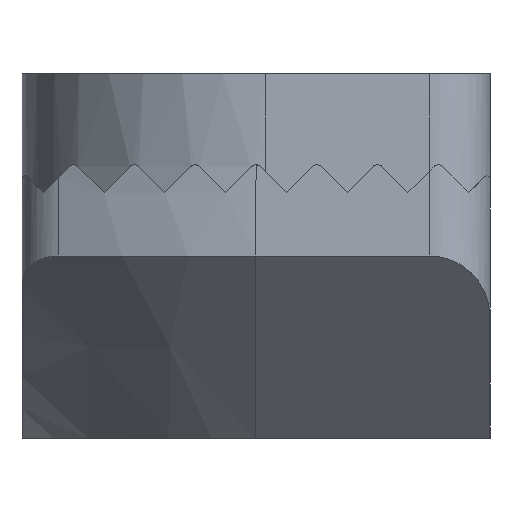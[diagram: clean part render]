
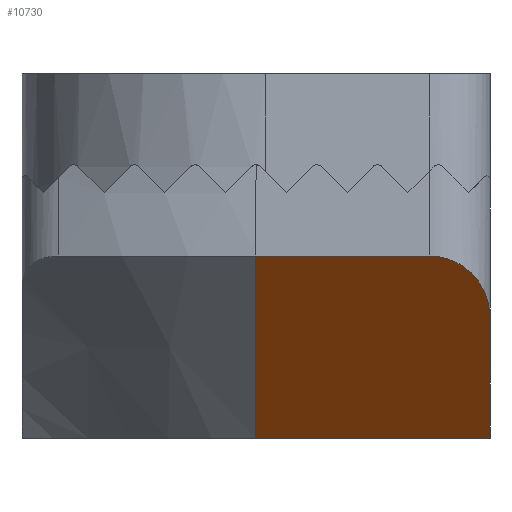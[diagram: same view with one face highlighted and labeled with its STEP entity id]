
A CAD part, left-side view. The second image highlights one B-rep face of the part: STEP entity #10730.
In plain terms, the highlighted planar face has unit normal (-0.707, 0, -0.707).
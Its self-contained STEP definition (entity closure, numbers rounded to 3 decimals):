
#873 = CYLINDRICAL_SURFACE('',#874,1.);
#874 = AXIS2_PLACEMENT_3D('',#875,#876,#877);
#875 = CARTESIAN_POINT('',(-7.,-2.85,4.5));
#876 = DIRECTION('',(0.,0.,1.));
#877 = DIRECTION('',(-1.,0.,0.));
#1241 = PLANE('',#1242);
#1242 = AXIS2_PLACEMENT_3D('',#1243,#1244,#1245);
#1243 = CARTESIAN_POINT('',(-8.,-3.85,4.5));
#1244 = DIRECTION('',(1.,0.,0.));
#1245 = DIRECTION('',(-0.,1.,0.));
#3313 = PLANE('',#3314);
#3314 = AXIS2_PLACEMENT_3D('',#3315,#3316,#3317);
#3315 = CARTESIAN_POINT('',(-8.,-3.85,4.5));
#3316 = DIRECTION('',(-0.,1.,0.));
#3317 = DIRECTION('',(1.,0.,0.));
#3629 = PLANE('',#3630);
#3630 = AXIS2_PLACEMENT_3D('',#3631,#3632,#3633);
#3631 = CARTESIAN_POINT('',(0.,0.,0.));
#3632 = DIRECTION('',(0.,0.,1.));
#3633 = DIRECTION('',(1.,0.,-0.));
#9407 = CONICAL_SURFACE('',#9408,8.,0.785);
#9408 = AXIS2_PLACEMENT_3D('',#9409,#9410,#9411);
#9409 = CARTESIAN_POINT('',(0.,0.,3.));
#9410 = DIRECTION('',(-0.,-0.,1.));
#9411 = DIRECTION('',(1.,0.,0.));
#9535 = VERTEX_POINT('',#9536);
#9536 = CARTESIAN_POINT('',(-8.,0.,3.));
#9595 = EDGE_CURVE('',#9535,#9596,#9598,.T.);
#9596 = VERTEX_POINT('',#9597);
#9597 = CARTESIAN_POINT('',(-8.,-2.85,3.));
#9598 = SURFACE_CURVE('',#9599,(#9603,#9610),.PCURVE_S1.);
#9599 = LINE('',#9600,#9601);
#9600 = CARTESIAN_POINT('',(-8.,-3.85,3.));
#9601 = VECTOR('',#9602,1.);
#9602 = DIRECTION('',(0.,-1.,0.));
#9603 = PCURVE('',#1241,#9604);
#9604 = DEFINITIONAL_REPRESENTATION('',(#9605),#9609);
#9605 = LINE('',#9606,#9607);
#9606 = CARTESIAN_POINT('',(0.,-1.5));
#9607 = VECTOR('',#9608,1.);
#9608 = DIRECTION('',(-1.,0.));
#9609 = ( GEOMETRIC_REPRESENTATION_CONTEXT(2) 
PARAMETRIC_REPRESENTATION_CONTEXT() REPRESENTATION_CONTEXT('2D SPACE',''
  ) );
#9610 = PCURVE('',#9611,#9616);
#9611 = PLANE('',#9612);
#9612 = AXIS2_PLACEMENT_3D('',#9613,#9614,#9615);
#9613 = CARTESIAN_POINT('',(-8.,-3.85,3.));
#9614 = DIRECTION('',(0.707,0.,0.707));
#9615 = DIRECTION('',(0.,-1.,0.));
#9616 = DEFINITIONAL_REPRESENTATION('',(#9617),#9621);
#9617 = LINE('',#9618,#9619);
#9618 = CARTESIAN_POINT('',(0.,0.));
#9619 = VECTOR('',#9620,1.);
#9620 = DIRECTION('',(1.,0.));
#9621 = ( GEOMETRIC_REPRESENTATION_CONTEXT(2) 
PARAMETRIC_REPRESENTATION_CONTEXT() REPRESENTATION_CONTEXT('2D SPACE',''
  ) );
#9684 = VERTEX_POINT('',#9685);
#9685 = CARTESIAN_POINT('',(-7.,-3.85,2.));
#9706 = EDGE_CURVE('',#9684,#9707,#9709,.T.);
#9707 = VERTEX_POINT('',#9708);
#9708 = CARTESIAN_POINT('',(-5.,-3.85,0.));
#9709 = SURFACE_CURVE('',#9710,(#9714,#9721),.PCURVE_S1.);
#9710 = LINE('',#9711,#9712);
#9711 = CARTESIAN_POINT('',(-8.,-3.85,3.));
#9712 = VECTOR('',#9713,1.);
#9713 = DIRECTION('',(0.707,-0.,-0.707));
#9714 = PCURVE('',#3313,#9715);
#9715 = DEFINITIONAL_REPRESENTATION('',(#9716),#9720);
#9716 = LINE('',#9717,#9718);
#9717 = CARTESIAN_POINT('',(0.,1.5));
#9718 = VECTOR('',#9719,1.);
#9719 = DIRECTION('',(0.707,0.707));
#9720 = ( GEOMETRIC_REPRESENTATION_CONTEXT(2) 
PARAMETRIC_REPRESENTATION_CONTEXT() REPRESENTATION_CONTEXT('2D SPACE',''
  ) );
#9721 = PCURVE('',#9611,#9722);
#9722 = DEFINITIONAL_REPRESENTATION('',(#9723),#9727);
#9723 = LINE('',#9724,#9725);
#9724 = CARTESIAN_POINT('',(0.,0.));
#9725 = VECTOR('',#9726,1.);
#9726 = DIRECTION('',(0.,1.));
#9727 = ( GEOMETRIC_REPRESENTATION_CONTEXT(2) 
PARAMETRIC_REPRESENTATION_CONTEXT() REPRESENTATION_CONTEXT('2D SPACE',''
  ) );
#9923 = EDGE_CURVE('',#9707,#9924,#9926,.T.);
#9924 = VERTEX_POINT('',#9925);
#9925 = CARTESIAN_POINT('',(-5.,0.,0.));
#9926 = SURFACE_CURVE('',#9927,(#9931,#9938),.PCURVE_S1.);
#9927 = LINE('',#9928,#9929);
#9928 = CARTESIAN_POINT('',(-5.,0.,0.));
#9929 = VECTOR('',#9930,1.);
#9930 = DIRECTION('',(0.,1.,0.));
#9931 = PCURVE('',#3629,#9932);
#9932 = DEFINITIONAL_REPRESENTATION('',(#9933),#9937);
#9933 = LINE('',#9934,#9935);
#9934 = CARTESIAN_POINT('',(-5.,0.));
#9935 = VECTOR('',#9936,1.);
#9936 = DIRECTION('',(0.,1.));
#9937 = ( GEOMETRIC_REPRESENTATION_CONTEXT(2) 
PARAMETRIC_REPRESENTATION_CONTEXT() REPRESENTATION_CONTEXT('2D SPACE',''
  ) );
#9938 = PCURVE('',#9611,#9939);
#9939 = DEFINITIONAL_REPRESENTATION('',(#9940),#9944);
#9940 = LINE('',#9941,#9942);
#9941 = CARTESIAN_POINT('',(-3.85,4.243));
#9942 = VECTOR('',#9943,1.);
#9943 = DIRECTION('',(-1.,0.));
#9944 = ( GEOMETRIC_REPRESENTATION_CONTEXT(2) 
PARAMETRIC_REPRESENTATION_CONTEXT() REPRESENTATION_CONTEXT('2D SPACE',''
  ) );
#10710 = EDGE_CURVE('',#9535,#9924,#10711,.T.);
#10711 = SURFACE_CURVE('',#10712,(#10716,#10723),.PCURVE_S1.);
#10712 = LINE('',#10713,#10714);
#10713 = CARTESIAN_POINT('',(-8.,0.,3.));
#10714 = VECTOR('',#10715,1.);
#10715 = DIRECTION('',(0.707,0.,-0.707));
#10716 = PCURVE('',#9407,#10717);
#10717 = DEFINITIONAL_REPRESENTATION('',(#10718),#10722);
#10718 = LINE('',#10719,#10720);
#10719 = CARTESIAN_POINT('',(3.142,0.));
#10720 = VECTOR('',#10721,1.);
#10721 = DIRECTION('',(0.,-1.));
#10722 = ( GEOMETRIC_REPRESENTATION_CONTEXT(2) 
PARAMETRIC_REPRESENTATION_CONTEXT() REPRESENTATION_CONTEXT('2D SPACE',''
  ) );
#10723 = PCURVE('',#9611,#10724);
#10724 = DEFINITIONAL_REPRESENTATION('',(#10725),#10729);
#10725 = LINE('',#10726,#10727);
#10726 = CARTESIAN_POINT('',(-3.85,0.));
#10727 = VECTOR('',#10728,1.);
#10728 = DIRECTION('',(0.,1.));
#10729 = ( GEOMETRIC_REPRESENTATION_CONTEXT(2) 
PARAMETRIC_REPRESENTATION_CONTEXT() REPRESENTATION_CONTEXT('2D SPACE',''
  ) );
#10730 = ADVANCED_FACE('',(#10731),#9611,.F.);
#10731 = FACE_BOUND('',#10732,.T.);
#10732 = EDGE_LOOP('',(#10733,#10734,#10779,#10780,#10781));
#10733 = ORIENTED_EDGE('',*,*,#9706,.F.);
#10734 = ORIENTED_EDGE('',*,*,#10735,.T.);
#10735 = EDGE_CURVE('',#9684,#9596,#10736,.T.);
#10736 = SURFACE_CURVE('',#10737,(#10742,#10750),.PCURVE_S1.);
#10737 = ( BOUNDED_CURVE() B_SPLINE_CURVE(3,(#10738,#10739,#10740,#10741
),.UNSPECIFIED.,.F.,.F.) B_SPLINE_CURVE_WITH_KNOTS((4,4),(1.571
,3.142),.PIECEWISE_BEZIER_KNOTS.) CURVE() 
GEOMETRIC_REPRESENTATION_ITEM() RATIONAL_B_SPLINE_CURVE((1.,
0.805,0.805,1.)) REPRESENTATION_ITEM('') );
#10738 = CARTESIAN_POINT('',(-7.,-3.85,2.));
#10739 = CARTESIAN_POINT('',(-7.586,-3.85,2.586));
#10740 = CARTESIAN_POINT('',(-8.,-3.436,3.));
#10741 = CARTESIAN_POINT('',(-8.,-2.85,3.));
#10742 = PCURVE('',#9611,#10743);
#10743 = DEFINITIONAL_REPRESENTATION('',(#10744),#10749);
#10744 = ( BOUNDED_CURVE() B_SPLINE_CURVE(3,(#10745,#10746,#10747,#10748
),.UNSPECIFIED.,.F.,.F.) B_SPLINE_CURVE_WITH_KNOTS((4,4),(1.571
,3.142),.PIECEWISE_BEZIER_KNOTS.) CURVE() 
GEOMETRIC_REPRESENTATION_ITEM() RATIONAL_B_SPLINE_CURVE((1.,
0.805,0.805,1.)) REPRESENTATION_ITEM('') );
#10745 = CARTESIAN_POINT('',(0.,1.414));
#10746 = CARTESIAN_POINT('',(0.,0.586));
#10747 = CARTESIAN_POINT('',(-0.414,0.));
#10748 = CARTESIAN_POINT('',(-1.,0.));
#10749 = ( GEOMETRIC_REPRESENTATION_CONTEXT(2) 
PARAMETRIC_REPRESENTATION_CONTEXT() REPRESENTATION_CONTEXT('2D SPACE',''
  ) );
#10750 = PCURVE('',#873,#10751);
#10751 = DEFINITIONAL_REPRESENTATION('',(#10752),#10778);
#10752 = B_SPLINE_CURVE_WITH_KNOTS('',3,(#10753,#10754,#10755,#10756,
    #10757,#10758,#10759,#10760,#10761,#10762,#10763,#10764,#10765,
    #10766,#10767,#10768,#10769,#10770,#10771,#10772,#10773,#10774,
    #10775,#10776,#10777),.UNSPECIFIED.,.F.,.F.,(4,1,1,1,1,1,1,1,1,1,1,1
    ,1,1,1,1,1,1,1,1,1,1,4),(1.571,1.642,
    1.714,1.785,1.856,1.928,
    1.999,2.071,2.142,2.213,
    2.285,2.356,2.428,2.499,
    2.57,2.642,2.713,2.785,
    2.856,2.927,2.999,3.07,
    3.142),.QUASI_UNIFORM_KNOTS.);
#10753 = CARTESIAN_POINT('',(1.571,-2.5));
#10754 = CARTESIAN_POINT('',(1.549,-2.479));
#10755 = CARTESIAN_POINT('',(1.506,-2.435));
#10756 = CARTESIAN_POINT('',(1.439,-2.369));
#10757 = CARTESIAN_POINT('',(1.371,-2.301));
#10758 = CARTESIAN_POINT('',(1.301,-2.233));
#10759 = CARTESIAN_POINT('',(1.23,-2.165));
#10760 = CARTESIAN_POINT('',(1.158,-2.098));
#10761 = CARTESIAN_POINT('',(1.085,-2.032));
#10762 = CARTESIAN_POINT('',(1.01,-1.968));
#10763 = CARTESIAN_POINT('',(0.936,-1.906));
#10764 = CARTESIAN_POINT('',(0.861,-1.847));
#10765 = CARTESIAN_POINT('',(0.785,-1.792));
#10766 = CARTESIAN_POINT('',(0.71,-1.741));
#10767 = CARTESIAN_POINT('',(0.635,-1.694));
#10768 = CARTESIAN_POINT('',(0.56,-1.652));
#10769 = CARTESIAN_POINT('',(0.486,-1.615));
#10770 = CARTESIAN_POINT('',(0.413,-1.583));
#10771 = CARTESIAN_POINT('',(0.341,-1.557));
#10772 = CARTESIAN_POINT('',(0.27,-1.535));
#10773 = CARTESIAN_POINT('',(0.2,-1.519));
#10774 = CARTESIAN_POINT('',(0.132,-1.508));
#10775 = CARTESIAN_POINT('',(0.065,-1.501));
#10776 = CARTESIAN_POINT('',(0.021,-1.5));
#10777 = CARTESIAN_POINT('',(0.,-1.5));
#10778 = ( GEOMETRIC_REPRESENTATION_CONTEXT(2) 
PARAMETRIC_REPRESENTATION_CONTEXT() REPRESENTATION_CONTEXT('2D SPACE',''
  ) );
#10779 = ORIENTED_EDGE('',*,*,#9595,.F.);
#10780 = ORIENTED_EDGE('',*,*,#10710,.T.);
#10781 = ORIENTED_EDGE('',*,*,#9923,.F.);
